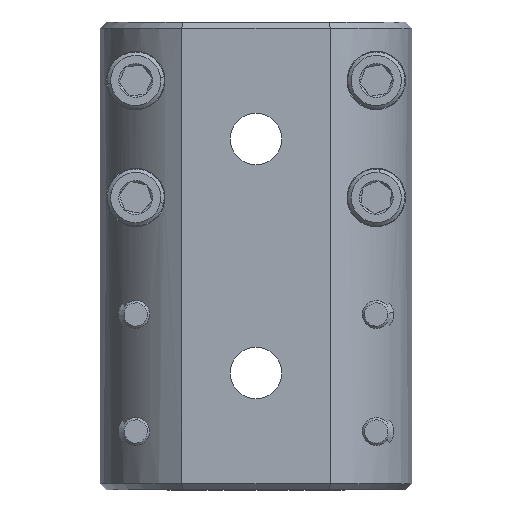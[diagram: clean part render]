
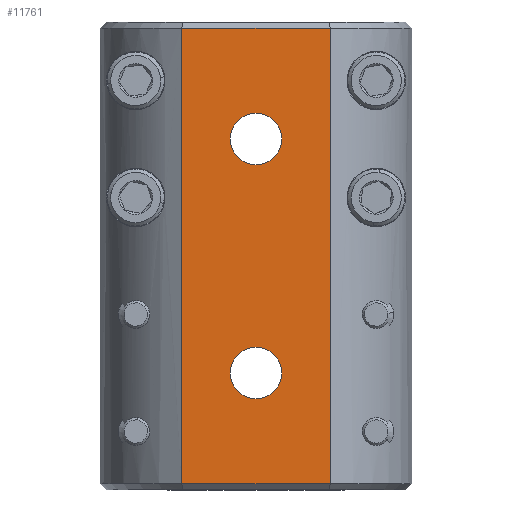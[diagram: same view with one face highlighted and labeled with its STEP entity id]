
A CAD part, front view. The second image highlights one B-rep face of the part: STEP entity #11761.
In plain terms, the highlighted planar face has unit normal (0, -1, 0).
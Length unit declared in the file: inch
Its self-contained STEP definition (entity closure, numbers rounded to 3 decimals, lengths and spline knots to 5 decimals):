
#193 = EDGE_CURVE ( 'NONE', #2807, #9558, #14609, .T. ) ;
#601 = EDGE_CURVE ( 'NONE', #4427, #4106, #10500, .T. ) ;
#631 = AXIS2_PLACEMENT_3D ( 'NONE', #9796, #14402, #5975 ) ;
#724 = CARTESIAN_POINT ( 'NONE',  ( 0., -0.43937, -0.375 ) ) ;
#793 = DIRECTION ( 'NONE',  ( 0., -1., 0. ) ) ;
#952 = DIRECTION ( 'NONE',  ( 1., 0., 0. ) ) ;
#1065 = DIRECTION ( 'NONE',  ( 1., 0., 0. ) ) ;
#1268 = CARTESIAN_POINT ( 'NONE',  ( 0., -0.43937, 0.375 ) ) ;
#1315 = LINE ( 'NONE', #1404, #2577 ) ;
#1404 = CARTESIAN_POINT ( 'NONE',  ( 0., -0.43937, 0.73031 ) ) ;
#1915 = ORIENTED_EDGE ( 'NONE', *, *, #601, .F. ) ;
#2140 = FACE_OUTER_BOUND ( 'NONE', #5245, .T. ) ;
#2577 = VECTOR ( 'NONE', #1065, 39.37008 ) ;
#2700 = EDGE_CURVE ( 'NONE', #4106, #11564, #1315, .T. ) ;
#2723 = EDGE_CURVE ( 'NONE', #11564, #9022, #11201, .T. ) ;
#2807 = VERTEX_POINT ( 'NONE', #15198 ) ;
#3006 = CARTESIAN_POINT ( 'NONE',  ( -0.23865, -0.43937, 0.73031 ) ) ;
#3150 = DIRECTION ( 'NONE',  ( 0., 0., 1. ) ) ;
#3155 = ORIENTED_EDGE ( 'NONE', *, *, #2723, .F. ) ;
#3189 = CARTESIAN_POINT ( 'NONE',  ( 0., -0.43937, -0.375 ) ) ;
#3630 = FACE_BOUND ( 'NONE', #11092, .T. ) ;
#4106 = VERTEX_POINT ( 'NONE', #3006 ) ;
#4183 = CIRCLE ( 'NONE', #15087, 0.08268 ) ;
#4220 = AXIS2_PLACEMENT_3D ( 'NONE', #3189, #7974, #8114 ) ;
#4329 = ORIENTED_EDGE ( 'NONE', *, *, #8029, .F. ) ;
#4365 = VERTEX_POINT ( 'NONE', #7123 ) ;
#4427 = VERTEX_POINT ( 'NONE', #9763 ) ;
#4736 = ORIENTED_EDGE ( 'NONE', *, *, #2700, .F. ) ;
#5245 = EDGE_LOOP ( 'NONE', ( #6338, #3155, #4736, #1915 ) ) ;
#5749 = CARTESIAN_POINT ( 'NONE',  ( 0., -0.43937, -0.45768 ) ) ;
#5975 = DIRECTION ( 'NONE',  ( 0., 0., -1. ) ) ;
#5991 = VERTEX_POINT ( 'NONE', #6904 ) ;
#5999 = CARTESIAN_POINT ( 'NONE',  ( 0.23865, -0.43937, 0.73031 ) ) ;
#6061 = DIRECTION ( 'NONE',  ( 0., -1., 0. ) ) ;
#6119 = ORIENTED_EDGE ( 'NONE', *, *, #193, .F. ) ;
#6338 = ORIENTED_EDGE ( 'NONE', *, *, #15435, .F. ) ;
#6361 = EDGE_CURVE ( 'NONE', #9558, #2807, #4183, .T. ) ;
#6670 = CIRCLE ( 'NONE', #631, 0.08268 ) ;
#6904 = CARTESIAN_POINT ( 'NONE',  ( 0., -0.43937, 0.29232 ) ) ;
#7086 = DIRECTION ( 'NONE',  ( 0., 1., 0. ) ) ;
#7123 = CARTESIAN_POINT ( 'NONE',  ( 0., -0.43937, 0.45768 ) ) ;
#7480 = CARTESIAN_POINT ( 'NONE',  ( 0., -0.43937, -0.73031 ) ) ;
#7682 = AXIS2_PLACEMENT_3D ( 'NONE', #1268, #6061, #10922 ) ;
#7974 = DIRECTION ( 'NONE',  ( 0., -1., 0. ) ) ;
#8029 = EDGE_CURVE ( 'NONE', #5991, #4365, #13777, .T. ) ;
#8114 = DIRECTION ( 'NONE',  ( 0., 0., -1. ) ) ;
#8306 = EDGE_CURVE ( 'NONE', #4365, #5991, #6670, .T. ) ;
#8335 = VECTOR ( 'NONE', #8892, 39.37008 ) ;
#8427 = PLANE ( 'NONE',  #10009 ) ;
#8597 = LINE ( 'NONE', #7480, #14851 ) ;
#8892 = DIRECTION ( 'NONE',  ( 0., 0., -1. ) ) ;
#9022 = VERTEX_POINT ( 'NONE', #14687 ) ;
#9027 = ORIENTED_EDGE ( 'NONE', *, *, #8306, .F. ) ;
#9304 = CARTESIAN_POINT ( 'NONE',  ( -0.23865, -0.43937, 0. ) ) ;
#9558 = VERTEX_POINT ( 'NONE', #5749 ) ;
#9763 = CARTESIAN_POINT ( 'NONE',  ( -0.23865, -0.43937, -0.73031 ) ) ;
#9796 = CARTESIAN_POINT ( 'NONE',  ( 0., -0.43937, 0.375 ) ) ;
#10009 = AXIS2_PLACEMENT_3D ( 'NONE', #12026, #7086, #952 ) ;
#10450 = EDGE_LOOP ( 'NONE', ( #4329, #9027 ) ) ;
#10500 = LINE ( 'NONE', #9304, #15376 ) ;
#10922 = DIRECTION ( 'NONE',  ( 0., 0., -1. ) ) ;
#11092 = EDGE_LOOP ( 'NONE', ( #12744, #6119 ) ) ;
#11201 = LINE ( 'NONE', #13501, #8335 ) ;
#11564 = VERTEX_POINT ( 'NONE', #5999 ) ;
#11761 = ADVANCED_FACE ( 'NONE', ( #2140, #3630, #15711 ), #8427, .F. ) ;
#12026 = CARTESIAN_POINT ( 'NONE',  ( 0., -0.43937, 0. ) ) ;
#12744 = ORIENTED_EDGE ( 'NONE', *, *, #6361, .F. ) ;
#13447 = DIRECTION ( 'NONE',  ( -1., 0., 0. ) ) ;
#13501 = CARTESIAN_POINT ( 'NONE',  ( 0.23865, -0.43937, 0. ) ) ;
#13777 = CIRCLE ( 'NONE', #7682, 0.08268 ) ;
#14187 = DIRECTION ( 'NONE',  ( 0., 0., -1. ) ) ;
#14402 = DIRECTION ( 'NONE',  ( 0., -1., 0. ) ) ;
#14609 = CIRCLE ( 'NONE', #4220, 0.08268 ) ;
#14687 = CARTESIAN_POINT ( 'NONE',  ( 0.23865, -0.43937, -0.73031 ) ) ;
#14851 = VECTOR ( 'NONE', #13447, 39.37008 ) ;
#15087 = AXIS2_PLACEMENT_3D ( 'NONE', #724, #793, #14187 ) ;
#15198 = CARTESIAN_POINT ( 'NONE',  ( 0., -0.43937, -0.29232 ) ) ;
#15376 = VECTOR ( 'NONE', #3150, 39.37008 ) ;
#15435 = EDGE_CURVE ( 'NONE', #9022, #4427, #8597, .T. ) ;
#15711 = FACE_BOUND ( 'NONE', #10450, .T. ) ;
